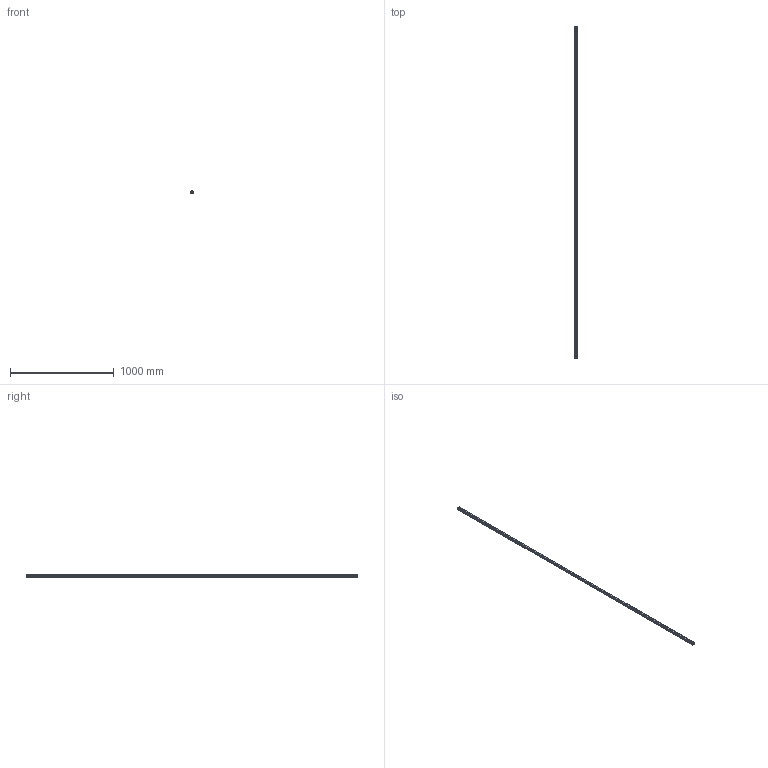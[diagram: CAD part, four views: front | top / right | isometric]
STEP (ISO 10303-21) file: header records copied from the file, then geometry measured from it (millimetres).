
FILE_DESCRIPTION(('STEP AP214'),'1');
FILE_NAME('cctmp_21690DE4-2A1F-4D06-B6C7-E24ABA2590D9_2020_5_28_9_39_57_859..stp','2020-05-28T07:39:58',('HIWIN GmbH'),('CADClick - www.CADClick.com'),'Spatial InterOp 3D',' ','unknown authorization');
FILE_SCHEMA(('AUTOMOTIVE_DESIGN'));
Length unit declared in the file: millimetre
Products named in the file (1): HGR25R3200H_FILE
Bounding box: 23 x 3200 x 22 mm (x, y, z)
Volume: 1329516.8 mm3; surface area: 329096 mm2
Topology: 1 solids, 1 shells, 759 faces, 1935 edges, 1290 vertices
Faces by surface type: plane 413, cylinder 346
Entity records: 29649 total; most frequent: DIRECTION 4579, CARTESIAN_POINT 3985, ORIENTED_EDGE 3870, EDGE_CURVE 1935, AXIS2_PLACEMENT_3D 1884, VERTEX_POINT 1290, CIRCLE 908, EDGE_LOOP 871
